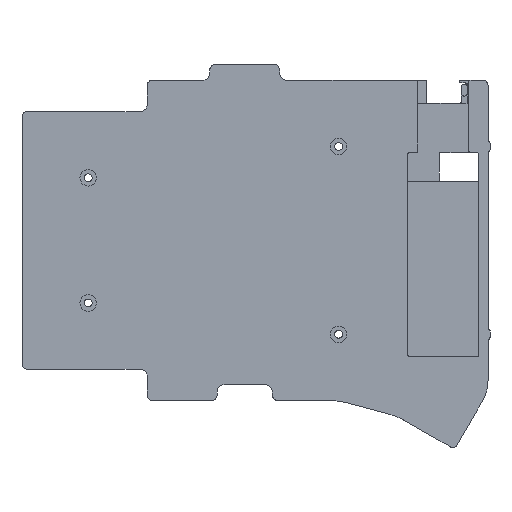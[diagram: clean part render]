
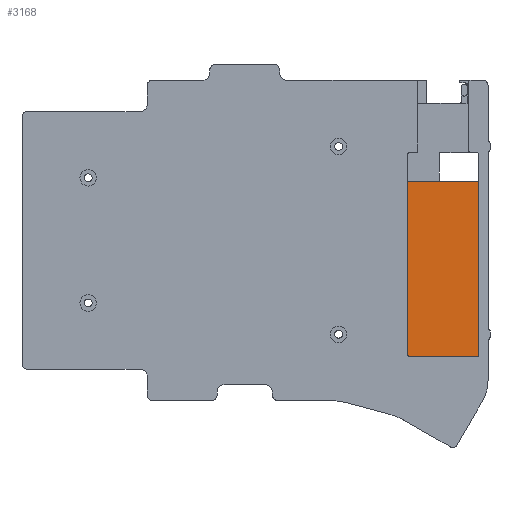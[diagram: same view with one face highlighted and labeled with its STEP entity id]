
A CAD part, top view. The second image highlights one B-rep face of the part: STEP entity #3168.
In plain terms, the highlighted planar face has unit normal (0, 0, 1).
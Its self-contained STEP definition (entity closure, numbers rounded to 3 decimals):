
#1145 = EDGE_CURVE('',#1146,#1148,#1150,.T.);
#1146 = VERTEX_POINT('',#1147);
#1147 = CARTESIAN_POINT('',(99.5,12.75,1.7));
#1148 = VERTEX_POINT('',#1149);
#1149 = CARTESIAN_POINT('',(99.5,65.75,1.7));
#1150 = LINE('',#1151,#1152);
#1151 = CARTESIAN_POINT('',(99.5,12.75,1.7));
#1152 = VECTOR('',#1153,1.);
#1153 = DIRECTION('',(0.,1.,0.));
#1211 = VERTEX_POINT('',#1212);
#1212 = CARTESIAN_POINT('',(99.,12.25,1.7));
#1218 = EDGE_CURVE('',#1211,#1146,#1219,.T.);
#1219 = CIRCLE('',#1220,0.5);
#1220 = AXIS2_PLACEMENT_3D('',#1221,#1222,#1223);
#1221 = CARTESIAN_POINT('',(99.,12.75,1.7));
#1222 = DIRECTION('',(0.,0.,1.));
#1223 = DIRECTION('',(1.,0.,0.));
#1261 = VERTEX_POINT('',#1262);
#1262 = CARTESIAN_POINT('',(78.5,12.25,1.7));
#1268 = EDGE_CURVE('',#1261,#1211,#1269,.T.);
#1269 = LINE('',#1270,#1271);
#1270 = CARTESIAN_POINT('',(78.5,12.25,1.7));
#1271 = VECTOR('',#1272,1.);
#1272 = DIRECTION('',(1.,0.,0.));
#1285 = VERTEX_POINT('',#1286);
#1286 = CARTESIAN_POINT('',(78.,12.75,1.7));
#1292 = EDGE_CURVE('',#1285,#1261,#1293,.T.);
#1293 = CIRCLE('',#1294,0.5);
#1294 = AXIS2_PLACEMENT_3D('',#1295,#1296,#1297);
#1295 = CARTESIAN_POINT('',(78.5,12.75,1.7));
#1296 = DIRECTION('',(0.,0.,1.));
#1297 = DIRECTION('',(1.,0.,0.));
#1352 = EDGE_CURVE('',#1353,#1285,#1355,.T.);
#1353 = VERTEX_POINT('',#1354);
#1354 = CARTESIAN_POINT('',(78.,65.75,1.7));
#1355 = LINE('',#1356,#1357);
#1356 = CARTESIAN_POINT('',(78.,65.25,1.7));
#1357 = VECTOR('',#1358,1.);
#1358 = DIRECTION('',(0.,-1.,0.));
#3168 = ADVANCED_FACE('',(#3169),#3200,.T.);
#3169 = FACE_BOUND('',#3170,.T.);
#3170 = EDGE_LOOP('',(#3171,#3181,#3188,#3189,#3190,#3191,#3192,#3193));
#3171 = ORIENTED_EDGE('',*,*,#3172,.T.);
#3172 = EDGE_CURVE('',#3173,#3175,#3177,.T.);
#3173 = VERTEX_POINT('',#3174);
#3174 = CARTESIAN_POINT('',(99.,65.25,1.7));
#3175 = VERTEX_POINT('',#3176);
#3176 = CARTESIAN_POINT('',(78.5,65.25,1.7));
#3177 = LINE('',#3178,#3179);
#3178 = CARTESIAN_POINT('',(99.5,65.25,1.7));
#3179 = VECTOR('',#3180,1.);
#3180 = DIRECTION('',(-1.,0.,0.));
#3181 = ORIENTED_EDGE('',*,*,#3182,.T.);
#3182 = EDGE_CURVE('',#3175,#1353,#3183,.T.);
#3183 = CIRCLE('',#3184,0.5);
#3184 = AXIS2_PLACEMENT_3D('',#3185,#3186,#3187);
#3185 = CARTESIAN_POINT('',(78.5,65.75,1.7));
#3186 = DIRECTION('',(0.,0.,-1.));
#3187 = DIRECTION('',(0.,1.,0.));
#3188 = ORIENTED_EDGE('',*,*,#1352,.T.);
#3189 = ORIENTED_EDGE('',*,*,#1292,.T.);
#3190 = ORIENTED_EDGE('',*,*,#1268,.T.);
#3191 = ORIENTED_EDGE('',*,*,#1218,.T.);
#3192 = ORIENTED_EDGE('',*,*,#1145,.T.);
#3193 = ORIENTED_EDGE('',*,*,#3194,.F.);
#3194 = EDGE_CURVE('',#3173,#1148,#3195,.T.);
#3195 = CIRCLE('',#3196,0.5);
#3196 = AXIS2_PLACEMENT_3D('',#3197,#3198,#3199);
#3197 = CARTESIAN_POINT('',(99.,65.75,1.7));
#3198 = DIRECTION('',(0.,-0.,1.));
#3199 = DIRECTION('',(0.,1.,0.));
#3200 = PLANE('',#3201);
#3201 = AXIS2_PLACEMENT_3D('',#3202,#3203,#3204);
#3202 = CARTESIAN_POINT('',(88.75,38.83,1.7));
#3203 = DIRECTION('',(0.,0.,1.));
#3204 = DIRECTION('',(1.,0.,0.));
